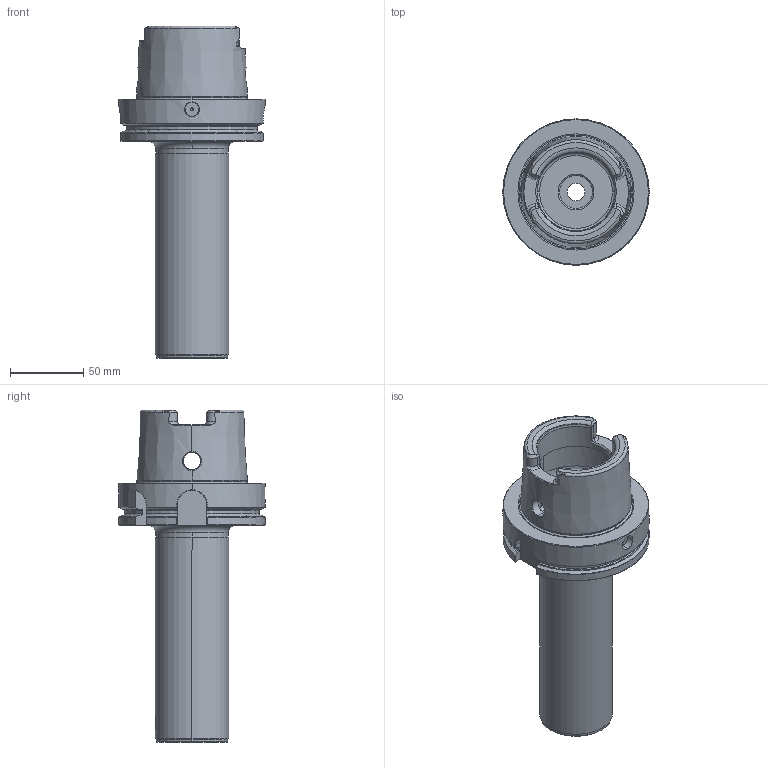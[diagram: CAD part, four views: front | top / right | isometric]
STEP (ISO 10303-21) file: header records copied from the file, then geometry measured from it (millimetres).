
FILE_DESCRIPTION(('no description'),'unknown implementation level');
FILE_NAME('BAD75952-F22A-48ED-8894-25ADC1ADD549_export.stp',' ',('CIMSOURCE GmbH'),('CADClick - KiM GmbH - www.kimweb.de'),'unknown preprocess','ACIS','unknown authorization');
FILE_SCHEMA(('automotive_design'));
Length unit declared in the file: millimetre
Products named in the file (2): 324.552 Kaiser HSK-A100xCKS5x200|690.435 Kaiser ETL M10 X 14 CK5;Schnitt-Linear austragen2; 324.552 Kaiser HSK-A100xCKS5x200|324.552 Kaiser HSK-A100xCKS5x200;Schnitt-Rotation5
Bounding box: 99.93 x 99.93 x 226.9 mm (x, y, z)
Volume: 489587.8 mm3; surface area: 82712.1 mm2
Topology: 2 solids, 2 shells, 294 faces, 751 edges, 462 vertices
Faces by surface type: cone 93, plane 79, cylinder 70, torus 36, bspline 16
Entity records: 20208 total; most frequent: CARTESIAN_POINT 4932, STYLED_ITEM 1505, PRESENTATION_STYLE_ASSIGNMENT 1505, COLOUR_RGB 1505, ORIENTED_EDGE 1494, DIRECTION 1394, EDGE_CURVE 747, CURVE_STYLE 747
